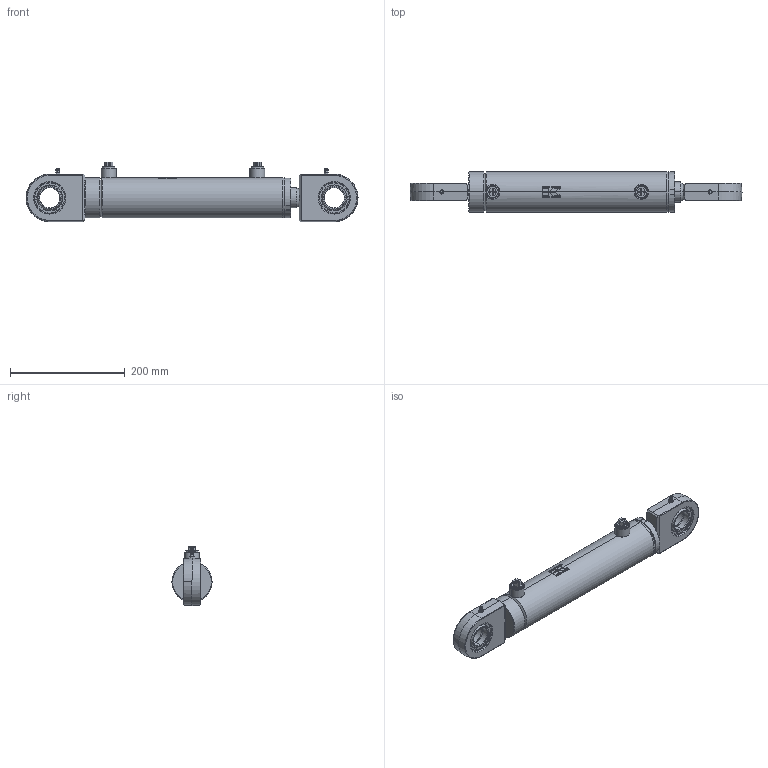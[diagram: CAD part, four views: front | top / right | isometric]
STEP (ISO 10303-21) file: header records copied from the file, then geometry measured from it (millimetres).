
FILE_DESCRIPTION (( 'STEP AP214' ), '1' );
FILE_NAME ('CFGCY0079568-Cylinder.step', '2026-03-05T13:00:39', ( 'Kramp IT' ), ( 'Kramp' ), 'SwSTEP 2.0', 'SolidWorks 2025', '' );
FILE_SCHEMA (( 'AUTOMOTIVE_DESIGN' ));
Length unit declared in the file: millimetre
Products named in the file (19): CFGCY0079568-Cylinder; Rod-WA_Simplified; GF35DO-EC; DS2906004VM_Simplified; GF35DO; Tube-WA_Simplified; MATE-AID; DS2906015; Rod_Simplified; SP06M; GF35DO-RD; Tube_Simplified; DS3906001A; LSN06E; DS2906004_Simplified; Tube-MA_Simplified; DS2906013035_Simplified; DS2906013035VM_Simplified
Assembly tree (20 placements, depth 4):
  CFGCY0079568-Cylinder
    Tube-WA_Simplified
      Tube-MA_Simplified
        Tube_Simplified
        LSN06E
      LSN06E
      DS3906001A
        DS3906001A
      GF35DO-EC
        GF35DO
    Rod-WA_Simplified
      Rod_Simplified
      GF35DO-RD
        GF35DO
    DS2906013035VM_Simplified
      DS2906013035_Simplified
    DS2906004VM_Simplified
      DS2906004_Simplified
    DS2906015
    SP06M  x2
  MATE-AID
Bounding box: 579 x 70 x 103.5 mm (x, y, z)
Volume: 1357978.1 mm3; surface area: 320576.7 mm2
Topology: 22 solids, 22 shells, 610 faces, 1438 edges, 900 vertices
Faces by surface type: cylinder 213, plane 213, cone 100, bspline 60, torus 24
Entity records: 13394 total; most frequent: CARTESIAN_POINT 4041, DIRECTION 1958, ORIENTED_EDGE 1766, EDGE_CURVE 883, AXIS2_PLACEMENT_3D 786, VERTEX_POINT 556, EDGE_LOOP 437, CIRCLE 405
